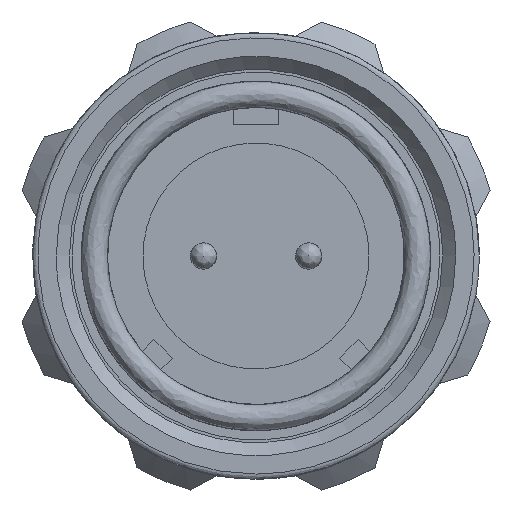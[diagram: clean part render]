
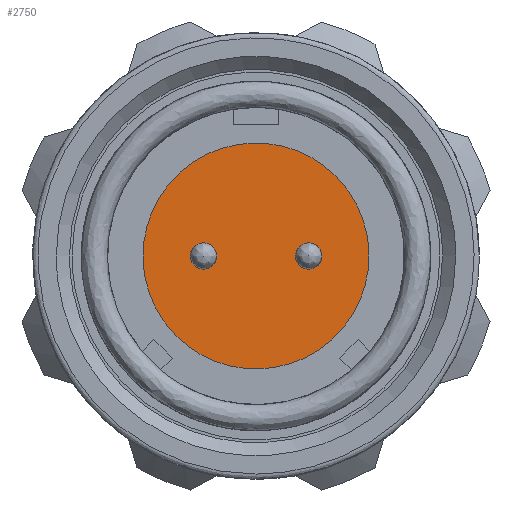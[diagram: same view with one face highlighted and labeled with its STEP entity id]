
A CAD part, front view. The second image highlights one B-rep face of the part: STEP entity #2750.
In plain terms, the highlighted free-form (B-spline) face has degree [1, 1] with [2, 2] control points.
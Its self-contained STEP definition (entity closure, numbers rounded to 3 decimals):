
#2209 = VERTEX_POINT('',#2210);
#2210 = CARTESIAN_POINT('',(2.5,19.4,0.));
#2215 = EDGE_CURVE('',#2209,#2209,#2216,.T.);
#2216 = ( BOUNDED_CURVE() B_SPLINE_CURVE(2,(#2217,#2218,#2219,#2220,
    #2221,#2222,#2223,#2224,#2225),.UNSPECIFIED.,.T.,.F.) 
B_SPLINE_CURVE_WITH_KNOTS((3,2,2,2,3),(-3.142,-1.571,0.
,1.571,3.142),.UNSPECIFIED.) CURVE() 
GEOMETRIC_REPRESENTATION_ITEM() RATIONAL_B_SPLINE_CURVE((1.,
    0.707,1.,0.707,1.,0.707,1.,0.707
,1.)) REPRESENTATION_ITEM('') );
#2217 = CARTESIAN_POINT('',(2.5,19.4,0.));
#2218 = CARTESIAN_POINT('',(2.5,19.4,-0.5));
#2219 = CARTESIAN_POINT('',(2.,19.4,-0.5));
#2220 = CARTESIAN_POINT('',(1.5,19.4,-0.5));
#2221 = CARTESIAN_POINT('',(1.5,19.4,0.));
#2222 = CARTESIAN_POINT('',(1.5,19.4,0.5));
#2223 = CARTESIAN_POINT('',(2.,19.4,0.5));
#2224 = CARTESIAN_POINT('',(2.5,19.4,0.5));
#2225 = CARTESIAN_POINT('',(2.5,19.4,0.));
#2313 = VERTEX_POINT('',#2314);
#2314 = CARTESIAN_POINT('',(-1.5,19.4,0.));
#2319 = EDGE_CURVE('',#2313,#2313,#2320,.T.);
#2320 = ( BOUNDED_CURVE() B_SPLINE_CURVE(2,(#2321,#2322,#2323,#2324,
    #2325,#2326,#2327,#2328,#2329),.UNSPECIFIED.,.T.,.F.) 
B_SPLINE_CURVE_WITH_KNOTS((3,2,2,2,3),(-3.142,-1.571,0.
,1.571,3.142),.UNSPECIFIED.) CURVE() 
GEOMETRIC_REPRESENTATION_ITEM() RATIONAL_B_SPLINE_CURVE((1.,
    0.707,1.,0.707,1.,0.707,1.,0.707
,1.)) REPRESENTATION_ITEM('') );
#2321 = CARTESIAN_POINT('',(-1.5,19.4,0.));
#2322 = CARTESIAN_POINT('',(-1.5,19.4,-0.5));
#2323 = CARTESIAN_POINT('',(-2.,19.4,-0.5));
#2324 = CARTESIAN_POINT('',(-2.5,19.4,-0.5));
#2325 = CARTESIAN_POINT('',(-2.5,19.4,0.));
#2326 = CARTESIAN_POINT('',(-2.5,19.4,0.5));
#2327 = CARTESIAN_POINT('',(-2.,19.4,0.5));
#2328 = CARTESIAN_POINT('',(-1.5,19.4,0.5));
#2329 = CARTESIAN_POINT('',(-1.5,19.4,0.));
#2750 = ADVANCED_FACE('',(#2751,#2773,#2776),#2779,.T.);
#2751 = FACE_BOUND('',#2752,.T.);
#2752 = EDGE_LOOP('',(#2753,#2765));
#2753 = ORIENTED_EDGE('',*,*,#2754,.F.);
#2754 = EDGE_CURVE('',#2755,#2757,#2759,.T.);
#2755 = VERTEX_POINT('',#2756);
#2756 = CARTESIAN_POINT('',(-4.3,19.4,0.));
#2757 = VERTEX_POINT('',#2758);
#2758 = CARTESIAN_POINT('',(4.3,19.4,0.));
#2759 = ( BOUNDED_CURVE() B_SPLINE_CURVE(2,(#2760,#2761,#2762,#2763,
#2764),.UNSPECIFIED.,.F.,.F.) B_SPLINE_CURVE_WITH_KNOTS((3,2,3),(
-3.142,-1.571,0.),.UNSPECIFIED.) CURVE() 
GEOMETRIC_REPRESENTATION_ITEM() RATIONAL_B_SPLINE_CURVE((1.,
0.707,1.,0.707,1.)) REPRESENTATION_ITEM('') );
#2760 = CARTESIAN_POINT('',(-4.3,19.4,0.));
#2761 = CARTESIAN_POINT('',(-4.3,19.4,4.3));
#2762 = CARTESIAN_POINT('',(0.,19.4,4.3));
#2763 = CARTESIAN_POINT('',(4.3,19.4,4.3));
#2764 = CARTESIAN_POINT('',(4.3,19.4,0.));
#2765 = ORIENTED_EDGE('',*,*,#2766,.F.);
#2766 = EDGE_CURVE('',#2757,#2755,#2767,.T.);
#2767 = ( BOUNDED_CURVE() B_SPLINE_CURVE(2,(#2768,#2769,#2770,#2771,
#2772),.UNSPECIFIED.,.F.,.F.) B_SPLINE_CURVE_WITH_KNOTS((3,2,3),(0.,
1.571,3.142),.UNSPECIFIED.) CURVE() 
GEOMETRIC_REPRESENTATION_ITEM() RATIONAL_B_SPLINE_CURVE((1.,
0.707,1.,0.707,1.)) REPRESENTATION_ITEM('') );
#2768 = CARTESIAN_POINT('',(4.3,19.4,0.));
#2769 = CARTESIAN_POINT('',(4.3,19.4,-4.3));
#2770 = CARTESIAN_POINT('',(0.,19.4,-4.3));
#2771 = CARTESIAN_POINT('',(-4.3,19.4,-4.3));
#2772 = CARTESIAN_POINT('',(-4.3,19.4,0.));
#2773 = FACE_BOUND('',#2774,.T.);
#2774 = EDGE_LOOP('',(#2775));
#2775 = ORIENTED_EDGE('',*,*,#2319,.T.);
#2776 = FACE_BOUND('',#2777,.T.);
#2777 = EDGE_LOOP('',(#2778));
#2778 = ORIENTED_EDGE('',*,*,#2215,.T.);
#2779 = B_SPLINE_SURFACE_WITH_KNOTS('',1,1,(
    (#2780,#2781)
    ,(#2782,#2783
  )),.UNSPECIFIED.,.F.,.F.,.F.,(2,2),(2,2),(-0.431,0.431),(-0.001,0.861
    ),.PIECEWISE_BEZIER_KNOTS.);
#2780 = CARTESIAN_POINT('',(-4.31,19.4,4.31));
#2781 = CARTESIAN_POINT('',(4.31,19.4,4.31));
#2782 = CARTESIAN_POINT('',(-4.31,19.4,-4.31));
#2783 = CARTESIAN_POINT('',(4.31,19.4,-4.31));
